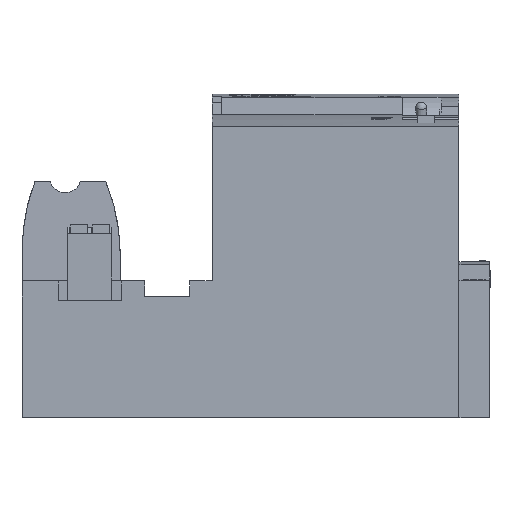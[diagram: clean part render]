
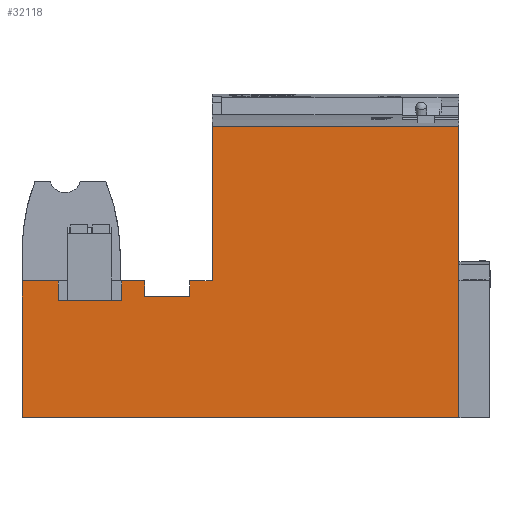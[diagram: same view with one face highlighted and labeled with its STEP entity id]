
A CAD part, front view. The second image highlights one B-rep face of the part: STEP entity #32118.
In plain terms, the highlighted planar face has unit normal (0, -1, 0).
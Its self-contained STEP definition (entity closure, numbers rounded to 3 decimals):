
#32118=ADVANCED_FACE('',(#39394),#36174,.T.);
#36174=PLANE('',#101308);
#39394=FACE_OUTER_BOUND('',#43290,.T.);
#43290=EDGE_LOOP('',(#48430,#48431,#48432,#48433,#48434,#48435,#48436,#48437,
#48438,#48439,#48440,#48441,#48442,#48443));
#48430=ORIENTED_EDGE('',*,*,#75833,.F.);
#48431=ORIENTED_EDGE('',*,*,#75834,.T.);
#48432=ORIENTED_EDGE('',*,*,#75835,.F.);
#48433=ORIENTED_EDGE('',*,*,#75836,.T.);
#48434=ORIENTED_EDGE('',*,*,#75837,.F.);
#48435=ORIENTED_EDGE('',*,*,#75838,.F.);
#48436=ORIENTED_EDGE('',*,*,#75839,.F.);
#48437=ORIENTED_EDGE('',*,*,#75840,.T.);
#48438=ORIENTED_EDGE('',*,*,#75841,.F.);
#48439=ORIENTED_EDGE('',*,*,#75842,.T.);
#48440=ORIENTED_EDGE('',*,*,#75843,.T.);
#48441=ORIENTED_EDGE('',*,*,#75799,.F.);
#48442=ORIENTED_EDGE('',*,*,#75844,.F.);
#48443=ORIENTED_EDGE('',*,*,#75845,.T.);
#68852=VERTEX_POINT('',#124340);
#68853=VERTEX_POINT('',#124342);
#68879=VERTEX_POINT('',#124412);
#68880=VERTEX_POINT('',#124413);
#68881=VERTEX_POINT('',#124415);
#68882=VERTEX_POINT('',#124417);
#68883=VERTEX_POINT('',#124419);
#68884=VERTEX_POINT('',#124421);
#68885=VERTEX_POINT('',#124423);
#68886=VERTEX_POINT('',#124425);
#68887=VERTEX_POINT('',#124427);
#68888=VERTEX_POINT('',#124429);
#68889=VERTEX_POINT('',#124431);
#68890=VERTEX_POINT('',#124434);
#75799=EDGE_CURVE('',#68852,#68853,#86042,.T.);
#75833=EDGE_CURVE('',#68879,#68880,#86071,.T.);
#75834=EDGE_CURVE('',#68879,#68881,#86072,.T.);
#75835=EDGE_CURVE('',#68882,#68881,#86073,.T.);
#75836=EDGE_CURVE('',#68882,#68883,#86074,.T.);
#75837=EDGE_CURVE('',#68884,#68883,#86075,.T.);
#75838=EDGE_CURVE('',#68885,#68884,#86076,.T.);
#75839=EDGE_CURVE('',#68886,#68885,#86077,.T.);
#75840=EDGE_CURVE('',#68886,#68887,#86078,.T.);
#75841=EDGE_CURVE('',#68888,#68887,#86079,.T.);
#75842=EDGE_CURVE('',#68888,#68889,#86080,.T.);
#75843=EDGE_CURVE('',#68889,#68853,#86081,.T.);
#75844=EDGE_CURVE('',#68890,#68852,#86082,.T.);
#75845=EDGE_CURVE('',#68890,#68880,#86083,.T.);
#86042=LINE('',#124341,#93621);
#86071=LINE('',#124411,#93650);
#86072=LINE('',#124414,#93651);
#86073=LINE('',#124416,#93652);
#86074=LINE('',#124418,#93653);
#86075=LINE('',#124420,#93654);
#86076=LINE('',#124422,#93655);
#86077=LINE('',#124424,#93656);
#86078=LINE('',#124426,#93657);
#86079=LINE('',#124428,#93658);
#86080=LINE('',#124430,#93659);
#86081=LINE('',#124432,#93660);
#86082=LINE('',#124433,#93661);
#86083=LINE('',#124435,#93662);
#93621=VECTOR('',#106444,1.);
#93650=VECTOR('',#106495,1.);
#93651=VECTOR('',#106496,1.);
#93652=VECTOR('',#106497,1.);
#93653=VECTOR('',#106498,1.);
#93654=VECTOR('',#106499,1.);
#93655=VECTOR('',#106500,1.);
#93656=VECTOR('',#106501,1.);
#93657=VECTOR('',#106502,1.);
#93658=VECTOR('',#106503,1.);
#93659=VECTOR('',#106504,1.);
#93660=VECTOR('',#106505,1.);
#93661=VECTOR('',#106506,1.);
#93662=VECTOR('',#106507,1.);
#101308=AXIS2_PLACEMENT_3D('',#124436,#106508,#106509);
#106444=DIRECTION('',(0.,0.,-1.));
#106495=DIRECTION('',(1.,0.,0.));
#106496=DIRECTION('',(0.,0.,-1.));
#106497=DIRECTION('',(1.,0.,0.));
#106498=DIRECTION('',(0.,0.,1.));
#106499=DIRECTION('',(1.,0.,0.));
#106500=DIRECTION('',(0.,0.,1.));
#106501=DIRECTION('',(1.,0.,0.));
#106502=DIRECTION('',(0.,0.,1.));
#106503=DIRECTION('',(1.,0.,0.));
#106504=DIRECTION('',(0.,0.,-1.));
#106505=DIRECTION('',(1.,0.,0.));
#106506=DIRECTION('',(1.,0.,0.));
#106507=DIRECTION('',(0.,0.,-1.));
#106508=DIRECTION('',(0.,-1.,0.));
#106509=DIRECTION('',(0.,0.,-1.));
#124340=CARTESIAN_POINT('',(0.,-76.6,59.596));
#124341=CARTESIAN_POINT('',(0.,-76.6,12.2));
#124342=CARTESIAN_POINT('',(0.,-76.6,-7.));
#124411=CARTESIAN_POINT('',(-81.,-76.6,24.3));
#124412=CARTESIAN_POINT('',(-61.6,-76.6,24.3));
#124413=CARTESIAN_POINT('',(-56.499,-76.6,24.3));
#124414=CARTESIAN_POINT('',(-61.6,-76.6,12.2));
#124415=CARTESIAN_POINT('',(-61.6,-76.6,20.8));
#124416=CARTESIAN_POINT('',(-100.,-76.6,20.8));
#124417=CARTESIAN_POINT('',(-71.9,-76.6,20.8));
#124418=CARTESIAN_POINT('',(-71.9,-76.6,12.2));
#124419=CARTESIAN_POINT('',(-71.9,-76.6,24.3));
#124420=CARTESIAN_POINT('',(-81.,-76.6,24.3));
#124421=CARTESIAN_POINT('',(-77.2,-76.6,24.3));
#124422=CARTESIAN_POINT('',(-77.2,-76.6,19.8));
#124423=CARTESIAN_POINT('',(-77.2,-76.6,19.8));
#124424=CARTESIAN_POINT('',(-91.75,-76.6,19.8));
#124425=CARTESIAN_POINT('',(-91.75,-76.6,19.8));
#124426=CARTESIAN_POINT('',(-91.75,-76.6,19.8));
#124427=CARTESIAN_POINT('',(-91.75,-76.6,24.3));
#124428=CARTESIAN_POINT('',(-81.,-76.6,24.3));
#124429=CARTESIAN_POINT('',(-100.,-76.6,24.3));
#124430=CARTESIAN_POINT('',(-100.,-76.6,12.2));
#124431=CARTESIAN_POINT('',(-100.,-76.6,-7.));
#124432=CARTESIAN_POINT('',(-100.,-76.6,-7.));
#124433=CARTESIAN_POINT('',(-56.499,-76.6,59.596));
#124434=CARTESIAN_POINT('',(-56.499,-76.6,59.596));
#124435=CARTESIAN_POINT('',(-56.499,-76.6,59.596));
#124436=CARTESIAN_POINT('',(-100.,-76.6,12.2));
